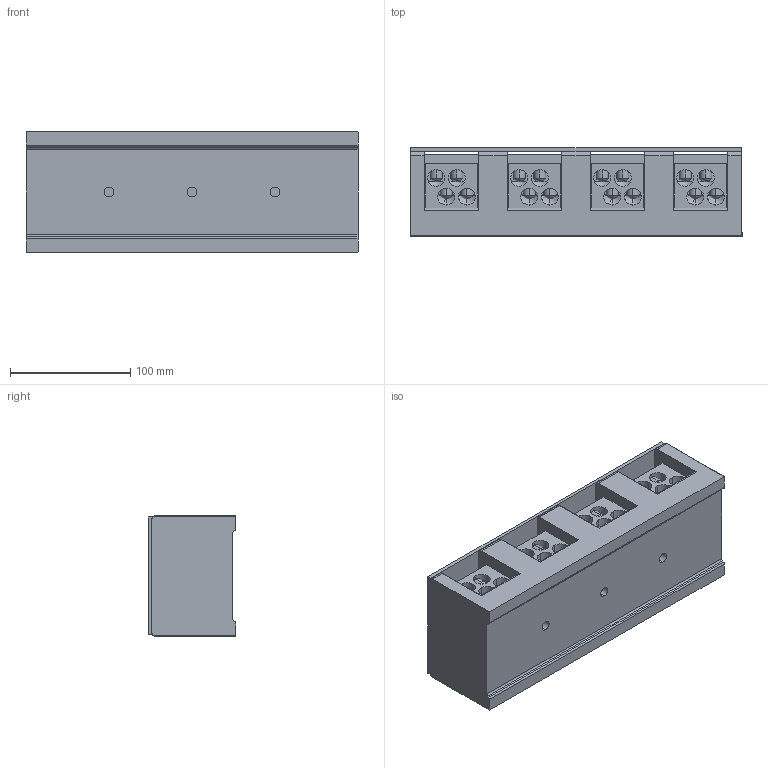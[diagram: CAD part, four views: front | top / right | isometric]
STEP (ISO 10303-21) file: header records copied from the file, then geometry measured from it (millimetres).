
FILE_DESCRIPTION((''),'2;1');
FILE_NAME('UDJ-6004_3_70','2024-07-05T',('dell'),(''),'PRO/ENGINEER BY PARAMETRIC TECHNOLOGY CORPORATION, 2013230','PRO/ENGINEER BY PARAMETRIC TECHNOLOGY CORPORATION, 2013230','');
FILE_SCHEMA(('AUTOMOTIVE_DESIGN { 1 0 10303 214 1 1 1 1 }'));
Products named in the file (1): UDJ-6004_3_70
Bounding box: 276 x 73 x 100 mm (x, y, z)
Volume: 1340254.2 mm3; surface area: 271866.9 mm2
Topology: 5 solids, 43 shells, 2078 faces, 5646 edges, 3574 vertices
Faces by surface type: plane 1286, cylinder 356, cone 176, bspline 176, sphere 48, torus 36
Entity records: 75631 total; most frequent: CARTESIAN_POINT 24871, ORIENTED_EDGE 11084, DIRECTION 9550, EDGE_CURVE 5542, VECTOR 3854, LINE 3854, VERTEX_POINT 3574, AXIS2_PLACEMENT_3D 2848
